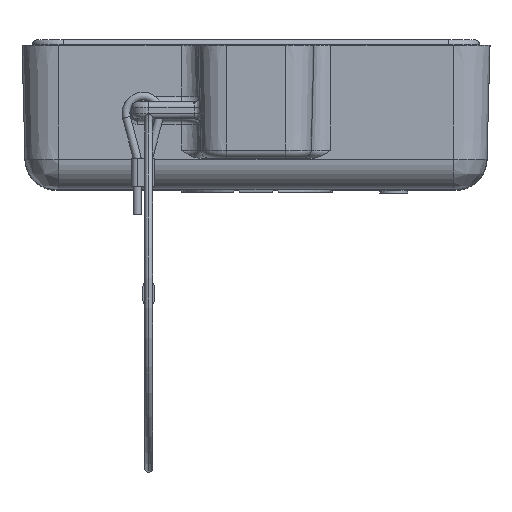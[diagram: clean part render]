
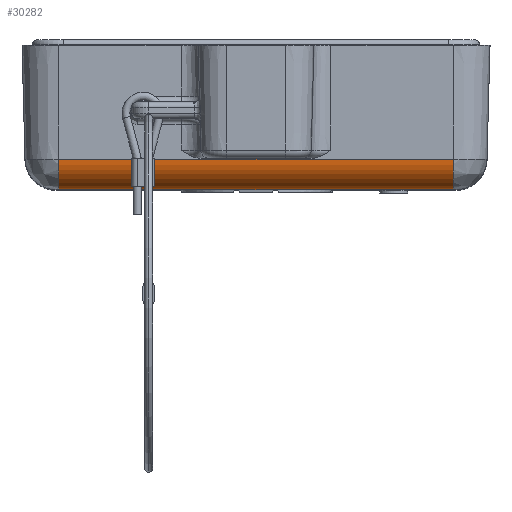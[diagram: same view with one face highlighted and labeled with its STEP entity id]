
A CAD part, top view. The second image highlights one B-rep face of the part: STEP entity #30282.
In plain terms, the highlighted cylindrical face has radius 5.5 mm (diameter 11 mm), a partial arc.
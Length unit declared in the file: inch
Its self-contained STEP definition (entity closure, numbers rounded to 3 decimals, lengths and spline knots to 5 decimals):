
#2491=CARTESIAN_POINT('',(-1.37402,0.53937,
1.66435));
#2492=DIRECTION('',(1.,0.,0.));
#2493=DIRECTION('',(0.,-0.026,1.));
#2494=AXIS2_PLACEMENT_3D('',#2491,#2492,#2493);
#10226=CARTESIAN_POINT('',(1.37402,0.53937,
1.66435));
#10227=DIRECTION('',(-1.,0.,0.));
#10228=DIRECTION('',(0.,-1.,0.));
#10229=AXIS2_PLACEMENT_3D('',#10226,#10227,#10228);
#10239=DIRECTION('',(-1.,0.,0.));
#10240=VECTOR('',#10239,2.74803);
#10241=CARTESIAN_POINT('',(1.37402,0.32283,
1.66435));
#10242=LINE('',#10241,#10240);
#10243=DIRECTION('',(1.,0.,0.));
#10244=VECTOR('',#10243,2.74803);
#10245=CARTESIAN_POINT('',(-1.37402,0.5337,
1.88081));
#10246=LINE('',#10245,#10244);
#16873=CARTESIAN_POINT('',(-1.37402,0.32283,
1.66435));
#16874=VERTEX_POINT('',#16873);
#16875=CARTESIAN_POINT('',(1.37402,0.32283,
1.66435));
#16876=VERTEX_POINT('',#16875);
#17019=CARTESIAN_POINT('',(1.37402,0.5337,
1.88081));
#17020=VERTEX_POINT('',#17019);
#17037=CARTESIAN_POINT('',(-1.37402,0.5337,
1.88081));
#17038=VERTEX_POINT('',#17037);
#30271=CARTESIAN_POINT('',(1.38812,0.53937,
1.66435));
#30272=DIRECTION('',(-1.,0.,0.));
#30273=DIRECTION('',(0.,-1.,0.));
#30274=AXIS2_PLACEMENT_3D('',#30271,#30272,#30273);
#30275=CYLINDRICAL_SURFACE('',#30274,0.21654);
#30276=ORIENTED_EDGE('',*,*,#20315,.T.);
#30277=ORIENTED_EDGE('',*,*,#20540,.F.);
#30278=ORIENTED_EDGE('',*,*,#20588,.T.);
#30279=ORIENTED_EDGE('',*,*,#30241,.F.);
#30280=EDGE_LOOP('',(#30276,#30277,#30278,#30279));
#30281=FACE_OUTER_BOUND('',#30280,.F.);
#30282=ADVANCED_FACE('',(#30281),#30275,.T.);
#2495=CIRCLE('',#2494,0.21654);
#10230=CIRCLE('',#10229,0.21654);
#20315=EDGE_CURVE('',#16876,#16874,#10242,.T.);
#20540=EDGE_CURVE('',#17038,#16874,#2495,.T.);
#20588=EDGE_CURVE('',#17038,#17020,#10246,.T.);
#30241=EDGE_CURVE('',#16876,#17020,#10230,.T.);
